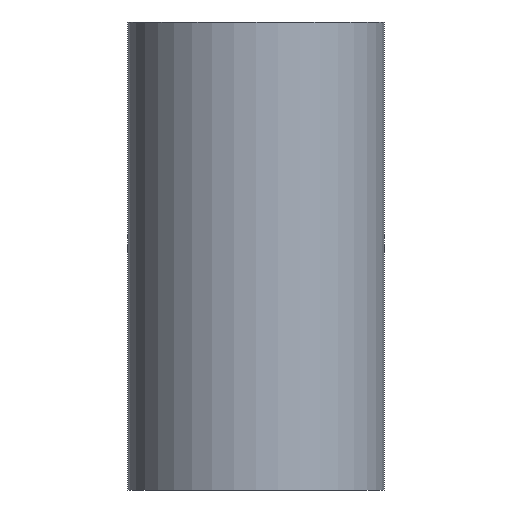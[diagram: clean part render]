
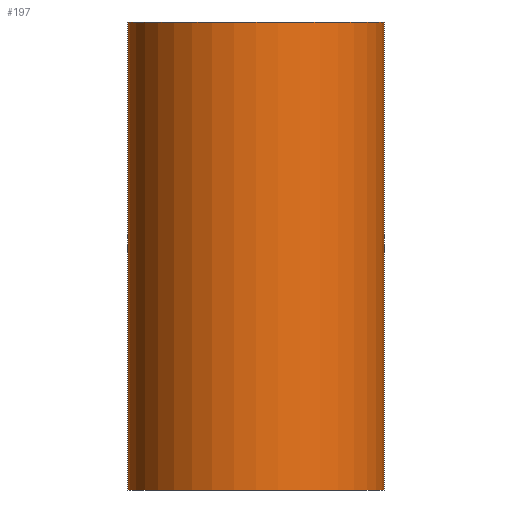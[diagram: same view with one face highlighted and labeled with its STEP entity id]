
A CAD part, front view. The second image highlights one B-rep face of the part: STEP entity #197.
In plain terms, the highlighted cylindrical face has radius 92 mm (diameter 184 mm), a full revolution.
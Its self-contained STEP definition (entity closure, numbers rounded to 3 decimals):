
#16=B_SPLINE_CURVE_WITH_KNOTS('',3,(#409,#410,#411,#412,#413,#414,#415,
#416,#417,#418,#419,#420,#421,#422,#423,#424,#425,#426,#427,#428,#429,#430,
#431,#432,#433,#434,#435,#436,#437,#438,#439,#440,#441,#442,#443,#444,#445,
#446,#447,#448,#449,#450,#451,#452,#453,#454,#455,#456,#457,#458,#459,#460,
#461,#462,#463,#464,#465,#466,#467,#468,#469,#470,#471,#472,#473,#474),
 .UNSPECIFIED.,.T.,.F.,(4,2,2,2,2,2,2,2,2,2,2,2,2,2,2,2,2,2,2,2,2,2,2,2,
2,2,2,2,2,2,2,2,4),(0.,1.282,2.564,3.846,
5.128,6.392,7.656,8.919,10.183,
11.447,12.711,13.974,15.238,16.52,
17.802,19.084,20.366,21.648,22.931,
24.213,25.495,26.758,28.022,29.286,
30.55,31.813,33.077,34.341,35.604,
36.886,38.168,39.451,40.733),
 .UNSPECIFIED.);
#29=CYLINDRICAL_SURFACE('',#230,92.);
#44=FACE_BOUND('',#92,.T.);
#45=FACE_BOUND('',#93,.T.);
#61=FACE_OUTER_BOUND('',#91,.T.);
#91=EDGE_LOOP('',(#174));
#92=EDGE_LOOP('',(#175));
#93=EDGE_LOOP('',(#176));
#101=CIRCLE('',#208,92.);
#105=CIRCLE('',#215,92.);
#116=VERTEX_POINT('',#307);
#120=VERTEX_POINT('',#318);
#129=VERTEX_POINT('',#408);
#133=EDGE_CURVE('',#116,#116,#101,.T.);
#137=EDGE_CURVE('',#120,#120,#105,.T.);
#146=EDGE_CURVE('',#129,#129,#16,.T.);
#174=ORIENTED_EDGE('',*,*,#133,.F.);
#175=ORIENTED_EDGE('',*,*,#137,.F.);
#176=ORIENTED_EDGE('',*,*,#146,.T.);
#197=ADVANCED_FACE('',(#61,#44,#45),#29,.T.);
#208=AXIS2_PLACEMENT_3D('',#308,#247,#248);
#215=AXIS2_PLACEMENT_3D('',#319,#261,#262);
#230=AXIS2_PLACEMENT_3D('',#475,#291,#292);
#247=DIRECTION('center_axis',(0.,0.,1.));
#248=DIRECTION('ref_axis',(-1.,0.,0.));
#261=DIRECTION('center_axis',(0.,0.,-1.));
#262=DIRECTION('ref_axis',(-1.,0.,0.));
#291=DIRECTION('center_axis',(0.,0.,1.));
#292=DIRECTION('ref_axis',(-1.,0.,0.));
#307=CARTESIAN_POINT('',(92.,0.,168.));
#308=CARTESIAN_POINT('Origin',(0.,0.,168.));
#318=CARTESIAN_POINT('',(92.,0.,-168.));
#319=CARTESIAN_POINT('Origin',(0.,0.,-168.));
#408=CARTESIAN_POINT('',(64.5,65.603,0.));
#409=CARTESIAN_POINT('Ctrl Pts',(64.5,65.603,0.));
#410=CARTESIAN_POINT('Ctrl Pts',(64.5,65.603,4.274));
#411=CARTESIAN_POINT('Ctrl Pts',(64.07,66.034,8.597));
#412=CARTESIAN_POINT('Ctrl Pts',(62.354,67.656,17.053));
#413=CARTESIAN_POINT('Ctrl Pts',(61.07,68.842,21.187));
#414=CARTESIAN_POINT('Ctrl Pts',(57.75,71.649,29.04));
#415=CARTESIAN_POINT('Ctrl Pts',(55.712,73.269,32.767));
#416=CARTESIAN_POINT('Ctrl Pts',(51.043,76.595,39.65));
#417=CARTESIAN_POINT('Ctrl Pts',(48.411,78.3,42.806));
#418=CARTESIAN_POINT('Ctrl Pts',(42.846,81.476,48.37));
#419=CARTESIAN_POINT('Ctrl Pts',(39.713,83.072,50.995));
#420=CARTESIAN_POINT('Ctrl Pts',(32.828,86.025,55.677));
#421=CARTESIAN_POINT('Ctrl Pts',(29.077,87.381,57.734));
#422=CARTESIAN_POINT('Ctrl Pts',(21.166,89.626,61.079));
#423=CARTESIAN_POINT('Ctrl Pts',(16.998,90.517,62.37));
#424=CARTESIAN_POINT('Ctrl Pts',(8.521,91.704,64.081));
#425=CARTESIAN_POINT('Ctrl Pts',(4.212,92.,64.5));
#426=CARTESIAN_POINT('Ctrl Pts',(-4.212,92.,64.5));
#427=CARTESIAN_POINT('Ctrl Pts',(-8.521,91.704,64.081));
#428=CARTESIAN_POINT('Ctrl Pts',(-16.998,90.517,62.37));
#429=CARTESIAN_POINT('Ctrl Pts',(-21.166,89.626,61.079));
#430=CARTESIAN_POINT('Ctrl Pts',(-29.077,87.381,57.734));
#431=CARTESIAN_POINT('Ctrl Pts',(-32.828,86.025,55.677));
#432=CARTESIAN_POINT('Ctrl Pts',(-39.713,83.072,50.995));
#433=CARTESIAN_POINT('Ctrl Pts',(-42.846,81.476,48.37));
#434=CARTESIAN_POINT('Ctrl Pts',(-48.411,78.3,42.806));
#435=CARTESIAN_POINT('Ctrl Pts',(-51.043,76.595,39.65));
#436=CARTESIAN_POINT('Ctrl Pts',(-55.712,73.269,32.767));
#437=CARTESIAN_POINT('Ctrl Pts',(-57.75,71.649,29.04));
#438=CARTESIAN_POINT('Ctrl Pts',(-61.07,68.842,21.187));
#439=CARTESIAN_POINT('Ctrl Pts',(-62.354,67.656,17.053));
#440=CARTESIAN_POINT('Ctrl Pts',(-64.07,66.034,8.597));
#441=CARTESIAN_POINT('Ctrl Pts',(-64.5,65.603,4.274));
#442=CARTESIAN_POINT('Ctrl Pts',(-64.5,65.603,-4.274));
#443=CARTESIAN_POINT('Ctrl Pts',(-64.07,66.034,-8.597));
#444=CARTESIAN_POINT('Ctrl Pts',(-62.354,67.656,-17.053));
#445=CARTESIAN_POINT('Ctrl Pts',(-61.07,68.842,-21.187));
#446=CARTESIAN_POINT('Ctrl Pts',(-57.75,71.649,-29.04));
#447=CARTESIAN_POINT('Ctrl Pts',(-55.712,73.269,-32.767));
#448=CARTESIAN_POINT('Ctrl Pts',(-51.043,76.595,-39.65));
#449=CARTESIAN_POINT('Ctrl Pts',(-48.411,78.3,-42.806));
#450=CARTESIAN_POINT('Ctrl Pts',(-42.846,81.476,-48.37));
#451=CARTESIAN_POINT('Ctrl Pts',(-39.713,83.072,-50.995));
#452=CARTESIAN_POINT('Ctrl Pts',(-32.828,86.025,-55.677));
#453=CARTESIAN_POINT('Ctrl Pts',(-29.077,87.381,-57.734));
#454=CARTESIAN_POINT('Ctrl Pts',(-21.166,89.626,-61.079));
#455=CARTESIAN_POINT('Ctrl Pts',(-16.998,90.517,-62.37));
#456=CARTESIAN_POINT('Ctrl Pts',(-8.521,91.704,-64.081));
#457=CARTESIAN_POINT('Ctrl Pts',(-4.212,92.,-64.5));
#458=CARTESIAN_POINT('Ctrl Pts',(4.212,92.,-64.5));
#459=CARTESIAN_POINT('Ctrl Pts',(8.521,91.704,-64.081));
#460=CARTESIAN_POINT('Ctrl Pts',(16.998,90.517,-62.37));
#461=CARTESIAN_POINT('Ctrl Pts',(21.166,89.626,-61.079));
#462=CARTESIAN_POINT('Ctrl Pts',(29.077,87.381,-57.734));
#463=CARTESIAN_POINT('Ctrl Pts',(32.828,86.025,-55.677));
#464=CARTESIAN_POINT('Ctrl Pts',(39.713,83.072,-50.995));
#465=CARTESIAN_POINT('Ctrl Pts',(42.846,81.476,-48.37));
#466=CARTESIAN_POINT('Ctrl Pts',(48.411,78.3,-42.806));
#467=CARTESIAN_POINT('Ctrl Pts',(51.043,76.595,-39.65));
#468=CARTESIAN_POINT('Ctrl Pts',(55.712,73.269,-32.767));
#469=CARTESIAN_POINT('Ctrl Pts',(57.75,71.649,-29.04));
#470=CARTESIAN_POINT('Ctrl Pts',(61.07,68.842,-21.187));
#471=CARTESIAN_POINT('Ctrl Pts',(62.354,67.656,-17.053));
#472=CARTESIAN_POINT('Ctrl Pts',(64.07,66.034,-8.597));
#473=CARTESIAN_POINT('Ctrl Pts',(64.5,65.603,-4.274));
#474=CARTESIAN_POINT('Ctrl Pts',(64.5,65.603,0.));
#475=CARTESIAN_POINT('Origin',(0.,0.,0.));
